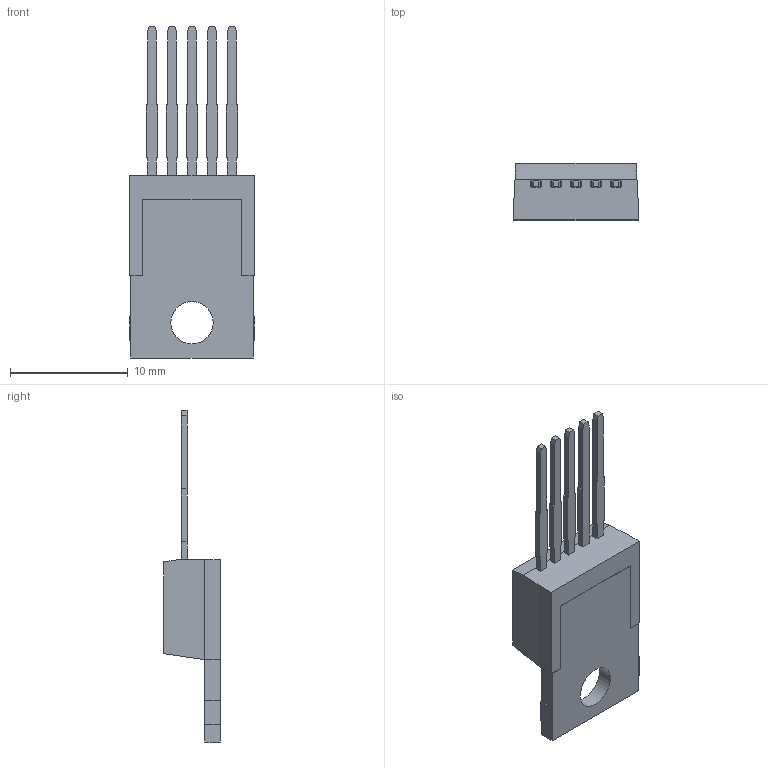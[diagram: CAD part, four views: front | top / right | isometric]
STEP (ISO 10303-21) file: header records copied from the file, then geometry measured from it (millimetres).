
FILE_DESCRIPTION((''),'2;1');
FILE_NAME('TO220-5_P1-7_L10-6_W4-8','2019-09-21T',('Dragos'),(''),'PRO/ENGINEER BY PARAMETRIC TECHNOLOGY CORPORATION, 2004440','PRO/ENGINEER BY PARAMETRIC TECHNOLOGY CORPORATION, 2004440','');
FILE_SCHEMA(('AUTOMOTIVE_DESIGN { 1 0 10303 214 1 1 1 1 }'));
Length unit declared in the file: millimetre
Products named in the file (1): TO220-5_P1-7_L10-6_W4-8
Bounding box: 10.6 x 4.82 x 28.2 mm (x, y, z)
Volume: 526.2 mm3; surface area: 679.5 mm2
Topology: 1 solids, 1 shells, 311 faces, 881 edges, 588 vertices
Faces by surface type: plane 309, cylinder 2
Entity records: 12751 total; most frequent: CARTESIAN_POINT 1778, ORIENTED_EDGE 1758, DIRECTION 1509, PRESENTATION_STYLE_ASSIGNMENT 898, STYLED_ITEM 883, CURVE_STYLE 882, EDGE_CURVE 879, VECTOR 877
